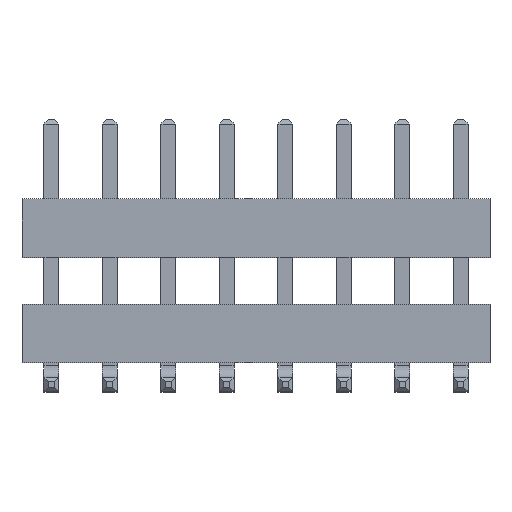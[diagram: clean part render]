
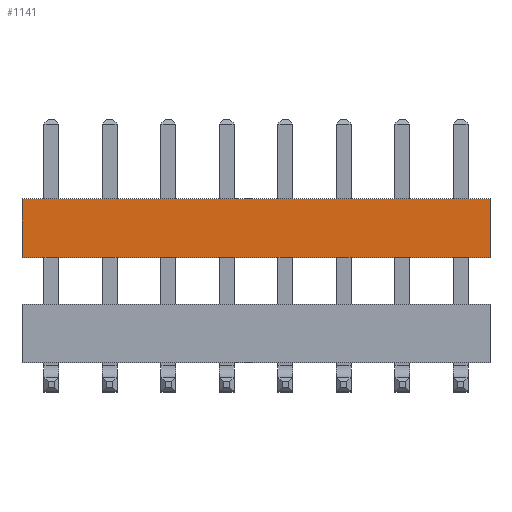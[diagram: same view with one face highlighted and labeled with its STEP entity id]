
A CAD part, top view. The second image highlights one B-rep face of the part: STEP entity #1141.
In plain terms, the highlighted planar face has unit normal (0, 0, 1).
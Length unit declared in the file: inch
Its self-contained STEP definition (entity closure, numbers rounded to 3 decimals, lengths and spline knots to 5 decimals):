
#1141 = ADVANCED_FACE( '', ( #2525 ), #2526, .T. );
#2525 = FACE_OUTER_BOUND( '', #4137, .T. );
#2526 = PLANE( '', #4138 );
#4137 = EDGE_LOOP( '', ( #7396, #7397, #7398, #7399 ) );
#4138 = AXIS2_PLACEMENT_3D( '', #7400, #7401, #7402 );
#7396 = ORIENTED_EDGE( '', *, *, #10133, .F. );
#7397 = ORIENTED_EDGE( '', *, *, #10726, .F. );
#7398 = ORIENTED_EDGE( '', *, *, #10727, .T. );
#7399 = ORIENTED_EDGE( '', *, *, #10582, .T. );
#7400 = CARTESIAN_POINT( '', ( -0.4, 0.18, 0.1 ) );
#7401 = DIRECTION( '', ( 0., 0., 1. ) );
#7402 = DIRECTION( '', ( 1., 0., 0. ) );
#10133 = EDGE_CURVE( '', #12393, #12395, #12396, .T. );
#10582 = EDGE_CURVE( '', #13072, #12395, #13073, .T. );
#10726 = EDGE_CURVE( '', #13259, #12393, #13260, .T. );
#10727 = EDGE_CURVE( '', #13259, #13072, #13261, .T. );
#12393 = VERTEX_POINT( '', #15527 );
#12395 = VERTEX_POINT( '', #15530 );
#12396 = LINE( '', #15531, #15532 );
#13072 = VERTEX_POINT( '', #16557 );
#13073 = LINE( '', #16558, #16559 );
#13259 = VERTEX_POINT( '', #16836 );
#13260 = LINE( '', #16837, #16838 );
#13261 = LINE( '', #16839, #16840 );
#15527 = CARTESIAN_POINT( '', ( -0.4, 0.28, 0.1 ) );
#15530 = CARTESIAN_POINT( '', ( 0.4, 0.28, 0.1 ) );
#15531 = CARTESIAN_POINT( '', ( -0.4, 0.28, 0.1 ) );
#15532 = VECTOR( '', #18211, 39.37008 );
#16557 = CARTESIAN_POINT( '', ( 0.4, 0.18, 0.1 ) );
#16558 = CARTESIAN_POINT( '', ( 0.4, 0.18, 0.1 ) );
#16559 = VECTOR( '', #18600, 39.37008 );
#16836 = CARTESIAN_POINT( '', ( -0.4, 0.18, 0.1 ) );
#16837 = CARTESIAN_POINT( '', ( -0.4, 0.18, 0.1 ) );
#16838 = VECTOR( '', #18716, 39.37008 );
#16839 = CARTESIAN_POINT( '', ( -0.4, 0.18, 0.1 ) );
#16840 = VECTOR( '', #18717, 39.37008 );
#18211 = DIRECTION( '', ( 1., 0., 0. ) );
#18600 = DIRECTION( '', ( 0., 1., 0. ) );
#18716 = DIRECTION( '', ( 0., 1., 0. ) );
#18717 = DIRECTION( '', ( 1., 0., 0. ) );
